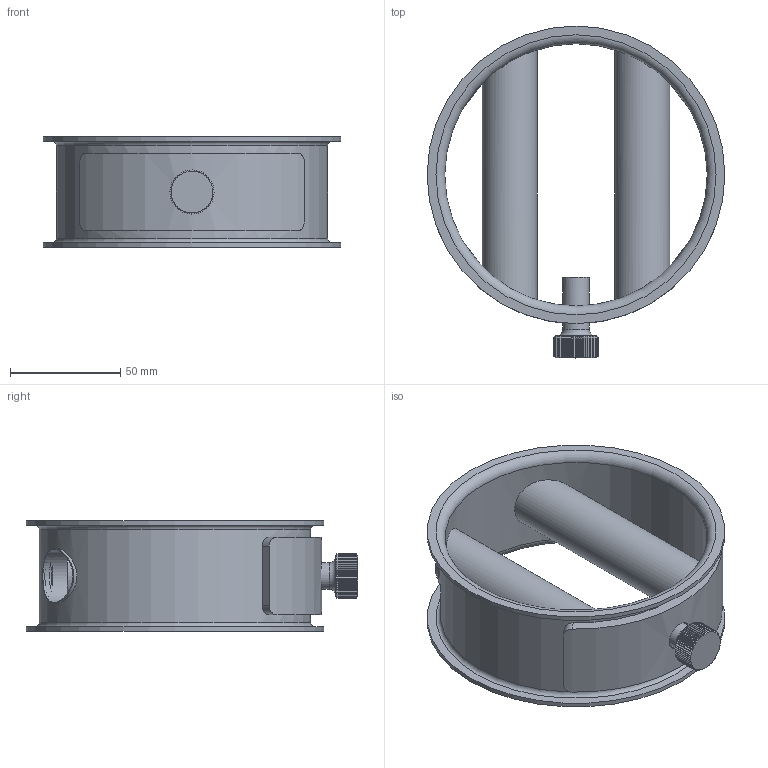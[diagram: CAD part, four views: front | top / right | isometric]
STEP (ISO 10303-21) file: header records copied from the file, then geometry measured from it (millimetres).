
FILE_DESCRIPTION(/* description */ (''),/* implementation_level */ '2;1');
FILE_NAME(/* name */ 'SEMR012078 A.stp',/* time_stamp */ '2019-05-21T08:32:39+02:00',/* author */ ('cr'),/* organization */ (''),/* preprocessor_version */ 'ST-DEVELOPER v17.2',/* originating_system */ 'Autodesk Inventor 2019',/* authorisation */ '');
FILE_SCHEMA (('AUTOMOTIVE_DESIGN { 1 0 10303 214 3 1 1 }'));
Length unit declared in the file: millimetre
Products named in the file (1): Part1
Bounding box: 135 x 150.5 x 50 mm (x, y, z)
Volume: 106890.7 mm3; surface area: 110850.3 mm2
Topology: 1 solids, 5 shells, 309 faces, 879 edges, 599 vertices
Faces by surface type: plane 165, cylinder 116, cone 16, torus 8, bspline 4
Full cylindrical faces by diameter (mm): 4 x2, 4.917 x1, 5.5 x1, 6 x1, 6.1 x1, 12 x4, 12.2 x2, 13 x2, 20 x2, 22 x2, 23 x2, 24 x2, 25 x4, 119 x1, 123 x1, 135 x2
Entity records: 11806 total; most frequent: CARTESIAN_POINT 3956, ORIENTED_EDGE 1756, DIRECTION 1416, EDGE_CURVE 878, VERTEX_POINT 601, AXIS2_PLACEMENT_3D 564, EDGE_LOOP 351, STYLED_ITEM 310
